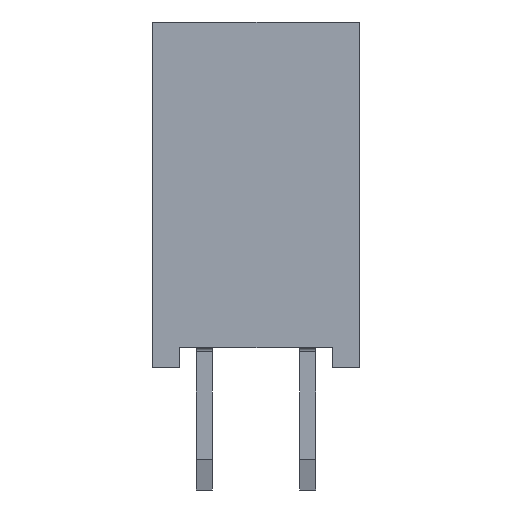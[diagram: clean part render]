
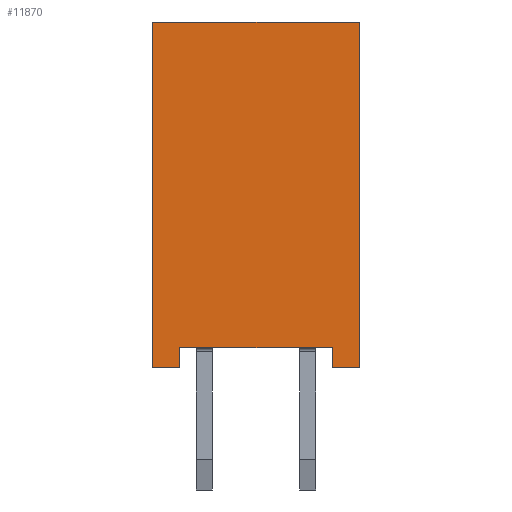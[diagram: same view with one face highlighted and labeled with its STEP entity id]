
A CAD part, left-side view. The second image highlights one B-rep face of the part: STEP entity #11870.
In plain terms, the highlighted planar face has unit normal (-1, 0, 0).
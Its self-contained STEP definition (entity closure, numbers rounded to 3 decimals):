
#11870=ADVANCED_FACE('',(#25926),#25928,.T.);
#25926=FACE_BOUND('',#25927,.T.);
#25927=EDGE_LOOP('',(#37425,#37426,#37427,#37428,#37429,#37430,#37431,#37432));
#25928=PLANE('',#25929);
#25929=AXIS2_PLACEMENT_3D('',#25930,#25931,#25932);
#25930=CARTESIAN_POINT('',(-1.27,3.81,0.));
#25931=DIRECTION('',(-1.,0.,0.));
#25932=DIRECTION('',(0.,-1.,0.));
#37425=ORIENTED_EDGE('',*,*,#44273,.T.);
#37426=ORIENTED_EDGE('',*,*,#44274,.T.);
#37427=ORIENTED_EDGE('',*,*,#44275,.T.);
#37428=ORIENTED_EDGE('',*,*,#44276,.F.);
#37429=ORIENTED_EDGE('',*,*,#44277,.F.);
#37430=ORIENTED_EDGE('',*,*,#44278,.T.);
#37431=ORIENTED_EDGE('',*,*,#44279,.T.);
#37432=ORIENTED_EDGE('',*,*,#42141,.T.);
#42141=EDGE_CURVE('',#49117,#49118,#49119,.T.);
#44273=EDGE_CURVE('',#49118,#52293,#52294,.F.);
#44274=EDGE_CURVE('',#52293,#52295,#52296,.T.);
#44275=EDGE_CURVE('',#52295,#52297,#52298,.T.);
#44276=EDGE_CURVE('',#52299,#52297,#52300,.T.);
#44277=EDGE_CURVE('',#52301,#52299,#52302,.T.);
#44278=EDGE_CURVE('',#52301,#52303,#52304,.T.);
#44279=EDGE_CURVE('',#52303,#49117,#52305,.F.);
#49117=VERTEX_POINT('',#62181);
#49118=VERTEX_POINT('',#62182);
#49119=LINE('',#62183,#62184);
#52293=VERTEX_POINT('',#69941);
#52294=LINE('',#69942,#69943);
#52295=VERTEX_POINT('',#69945);
#52296=LINE('',#69946,#69947);
#52297=VERTEX_POINT('',#69949);
#52298=LINE('',#69950,#69951);
#52299=VERTEX_POINT('',#69953);
#52300=LINE('',#69954,#69955);
#52301=VERTEX_POINT('',#69957);
#52302=LINE('',#69958,#69959);
#52303=VERTEX_POINT('',#69961);
#52304=LINE('',#69962,#69963);
#52305=LINE('',#69965,#69966);
#62181=CARTESIAN_POINT('',(-1.27,3.14,0.5));
#62182=CARTESIAN_POINT('',(-1.27,-0.6,0.5));
#62183=CARTESIAN_POINT('',(-1.27,3.14,0.5));
#62184=VECTOR('',#62185,1.);
#62185=DIRECTION('',(0.,-1.,0.));
#69941=CARTESIAN_POINT('',(-1.27,-0.6,0.));
#69942=CARTESIAN_POINT('',(-1.27,-0.6,0.));
#69943=VECTOR('',#69944,1.);
#69944=DIRECTION('',(0.,0.,1.));
#69945=CARTESIAN_POINT('',(-1.27,-1.27,0.));
#69946=CARTESIAN_POINT('',(-1.27,-0.6,0.));
#69947=VECTOR('',#69948,1.);
#69948=DIRECTION('',(0.,-1.,0.));
#69949=CARTESIAN_POINT('',(-1.27,-1.27,8.5));
#69950=CARTESIAN_POINT('',(-1.27,-1.27,0.));
#69951=VECTOR('',#69952,1.);
#69952=DIRECTION('',(0.,0.,1.));
#69953=CARTESIAN_POINT('',(-1.27,3.81,8.5));
#69954=CARTESIAN_POINT('',(-1.27,3.81,8.5));
#69955=VECTOR('',#69956,1.);
#69956=DIRECTION('',(0.,-1.,0.));
#69957=CARTESIAN_POINT('',(-1.27,3.81,0.));
#69958=CARTESIAN_POINT('',(-1.27,3.81,0.));
#69959=VECTOR('',#69960,1.);
#69960=DIRECTION('',(0.,0.,1.));
#69961=CARTESIAN_POINT('',(-1.27,3.14,0.));
#69962=CARTESIAN_POINT('',(-1.27,3.81,0.));
#69963=VECTOR('',#69964,1.);
#69964=DIRECTION('',(0.,-1.,0.));
#69965=CARTESIAN_POINT('',(-1.27,3.14,0.5));
#69966=VECTOR('',#69967,1.);
#69967=DIRECTION('',(0.,0.,-1.));
